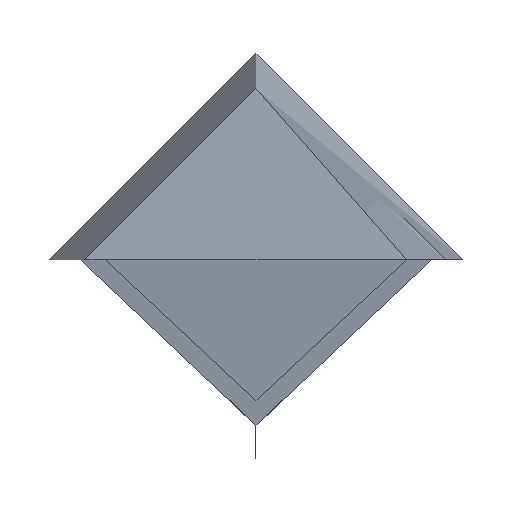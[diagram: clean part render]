
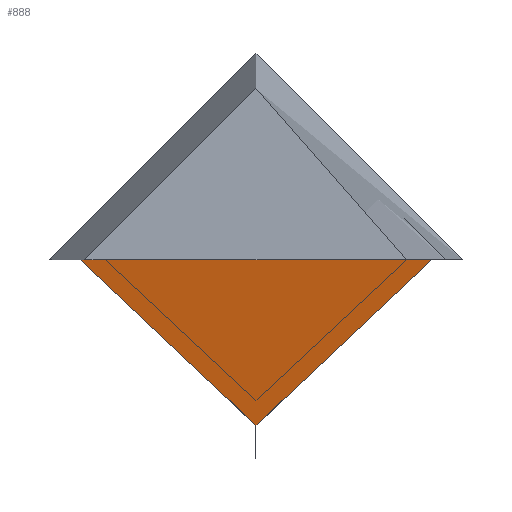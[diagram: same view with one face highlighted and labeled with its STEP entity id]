
A CAD part, left-side view. The second image highlights one B-rep face of the part: STEP entity #888.
In plain terms, the highlighted free-form (B-spline) face has degree [1, 2] with [2, 9] control points.
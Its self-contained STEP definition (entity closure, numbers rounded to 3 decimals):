
#337 = EDGE_CURVE('',#338,#340,#342,.T.);
#338 = VERTEX_POINT('',#339);
#339 = CARTESIAN_POINT('',(23.,9.9,0.));
#340 = VERTEX_POINT('',#341);
#341 = CARTESIAN_POINT('',(23.,-9.9,0.));
#342 = ( BOUNDED_CURVE() B_SPLINE_CURVE(2,(#343,#344,#345,#346,#347),
.UNSPECIFIED.,.F.,.F.) B_SPLINE_CURVE_WITH_KNOTS((3,2,3),(0.,
1.571,3.142),.UNSPECIFIED.) CURVE() 
GEOMETRIC_REPRESENTATION_ITEM() RATIONAL_B_SPLINE_CURVE((1.,
0.707,1.,0.707,1.)) REPRESENTATION_ITEM('') );
#343 = CARTESIAN_POINT('',(23.,9.9,0.));
#344 = CARTESIAN_POINT('',(23.,9.9,9.9));
#345 = CARTESIAN_POINT('',(23.,0.,9.9));
#346 = CARTESIAN_POINT('',(23.,-9.9,9.9));
#347 = CARTESIAN_POINT('',(23.,-9.9,0.));
#349 = EDGE_CURVE('',#340,#350,#352,.T.);
#350 = VERTEX_POINT('',#351);
#351 = CARTESIAN_POINT('',(23.,0.,-9.9));
#352 = ( BOUNDED_CURVE() B_SPLINE_CURVE(2,(#353,#354,#355),
.UNSPECIFIED.,.F.,.F.) B_SPLINE_CURVE_WITH_KNOTS((3,3),(3.142,
4.712),.PIECEWISE_BEZIER_KNOTS.) CURVE() 
GEOMETRIC_REPRESENTATION_ITEM() RATIONAL_B_SPLINE_CURVE((1.,
0.707,1.)) REPRESENTATION_ITEM('') );
#353 = CARTESIAN_POINT('',(23.,-9.9,0.));
#354 = CARTESIAN_POINT('',(23.,-9.9,-9.9));
#355 = CARTESIAN_POINT('',(23.,0.,-9.9));
#365 = EDGE_CURVE('',#350,#338,#366,.T.);
#366 = ( BOUNDED_CURVE() B_SPLINE_CURVE(2,(#367,#368,#369),
.UNSPECIFIED.,.F.,.F.) B_SPLINE_CURVE_WITH_KNOTS((3,3),(4.712,
6.283),.PIECEWISE_BEZIER_KNOTS.) CURVE() 
GEOMETRIC_REPRESENTATION_ITEM() RATIONAL_B_SPLINE_CURVE((1.,
0.707,1.)) REPRESENTATION_ITEM('') );
#367 = CARTESIAN_POINT('',(23.,0.,-9.9));
#368 = CARTESIAN_POINT('',(23.,9.9,-9.9));
#369 = CARTESIAN_POINT('',(23.,9.9,0.));
#841 = EDGE_CURVE('',#842,#844,#846,.T.);
#842 = VERTEX_POINT('',#843);
#843 = CARTESIAN_POINT('',(21.,10.5,0.));
#844 = VERTEX_POINT('',#845);
#845 = CARTESIAN_POINT('',(21.,-10.5,0.));
#846 = ( BOUNDED_CURVE() B_SPLINE_CURVE(2,(#847,#848,#849,#850,#851),
.UNSPECIFIED.,.F.,.F.) B_SPLINE_CURVE_WITH_KNOTS((3,2,3),(0.,
1.571,3.142),.UNSPECIFIED.) CURVE() 
GEOMETRIC_REPRESENTATION_ITEM() RATIONAL_B_SPLINE_CURVE((1.,
0.707,1.,0.707,1.)) REPRESENTATION_ITEM('') );
#847 = CARTESIAN_POINT('',(21.,10.5,0.));
#848 = CARTESIAN_POINT('',(21.,10.5,10.5));
#849 = CARTESIAN_POINT('',(21.,0.,10.5));
#850 = CARTESIAN_POINT('',(21.,-10.5,10.5));
#851 = CARTESIAN_POINT('',(21.,-10.5,0.));
#853 = EDGE_CURVE('',#844,#842,#854,.T.);
#854 = ( BOUNDED_CURVE() B_SPLINE_CURVE(2,(#855,#856,#857,#858,#859),
.UNSPECIFIED.,.F.,.F.) B_SPLINE_CURVE_WITH_KNOTS((3,2,3),(3.142,
4.712,6.283),.PIECEWISE_BEZIER_KNOTS.) CURVE() 
GEOMETRIC_REPRESENTATION_ITEM() RATIONAL_B_SPLINE_CURVE((1.,
0.707,1.,0.707,1.)) REPRESENTATION_ITEM('') );
#855 = CARTESIAN_POINT('',(21.,-10.5,0.));
#856 = CARTESIAN_POINT('',(21.,-10.5,-10.5));
#857 = CARTESIAN_POINT('',(21.,0.,-10.5));
#858 = CARTESIAN_POINT('',(21.,10.5,-10.5));
#859 = CARTESIAN_POINT('',(21.,10.5,0.));
#888 = ADVANCED_FACE('',(#889),#902,.T.);
#889 = FACE_BOUND('',#890,.T.);
#890 = EDGE_LOOP('',(#891,#892,#893,#894,#899,#900,#901));
#891 = ORIENTED_EDGE('',*,*,#337,.F.);
#892 = ORIENTED_EDGE('',*,*,#365,.F.);
#893 = ORIENTED_EDGE('',*,*,#349,.F.);
#894 = ORIENTED_EDGE('',*,*,#895,.T.);
#895 = EDGE_CURVE('',#340,#844,#896,.T.);
#896 = B_SPLINE_CURVE_WITH_KNOTS('',1,(#897,#898),.UNSPECIFIED.,.F.,.F.,
  (2,2),(-0.102,0.102),.PIECEWISE_BEZIER_KNOTS.);
#897 = CARTESIAN_POINT('',(23.,-9.9,0.));
#898 = CARTESIAN_POINT('',(21.,-10.5,0.));
#899 = ORIENTED_EDGE('',*,*,#853,.T.);
#900 = ORIENTED_EDGE('',*,*,#841,.T.);
#901 = ORIENTED_EDGE('',*,*,#895,.F.);
#902 = ( BOUNDED_SURFACE() B_SPLINE_SURFACE(1,2,(
    (#903,#904,#905,#906,#907,#908,#909,#910,#911)
    ,(#912,#913,#914,#915,#916,#917,#918,#919,#920
)),.UNSPECIFIED.,.F.,.T.,.F.) B_SPLINE_SURFACE_WITH_KNOTS((2,2),(1,2,2,2
    ,2,2,1),(-0.102,0.102),(-4.712,
    -3.142,-1.571,0.,1.571,3.142,
4.712),.UNSPECIFIED.) GEOMETRIC_REPRESENTATION_ITEM() 
RATIONAL_B_SPLINE_SURFACE((
    (1.,0.707,1.,0.707,1.,0.707,1.
      ,0.707,1.)
    ,(1.,0.707,1.,0.707,1.,0.707,1.
,0.707,1.))) REPRESENTATION_ITEM('') SURFACE() );
#903 = CARTESIAN_POINT('',(23.,-9.9,0.));
#904 = CARTESIAN_POINT('',(23.,-9.9,-9.9));
#905 = CARTESIAN_POINT('',(23.,0.,-9.9));
#906 = CARTESIAN_POINT('',(23.,9.9,-9.9));
#907 = CARTESIAN_POINT('',(23.,9.9,0.));
#908 = CARTESIAN_POINT('',(23.,9.9,9.9));
#909 = CARTESIAN_POINT('',(23.,0.,9.9));
#910 = CARTESIAN_POINT('',(23.,-9.9,9.9));
#911 = CARTESIAN_POINT('',(23.,-9.9,0.));
#912 = CARTESIAN_POINT('',(21.,-10.5,0.));
#913 = CARTESIAN_POINT('',(21.,-10.5,-10.5));
#914 = CARTESIAN_POINT('',(21.,0.,-10.5));
#915 = CARTESIAN_POINT('',(21.,10.5,-10.5));
#916 = CARTESIAN_POINT('',(21.,10.5,0.));
#917 = CARTESIAN_POINT('',(21.,10.5,10.5));
#918 = CARTESIAN_POINT('',(21.,0.,10.5));
#919 = CARTESIAN_POINT('',(21.,-10.5,10.5));
#920 = CARTESIAN_POINT('',(21.,-10.5,0.));
